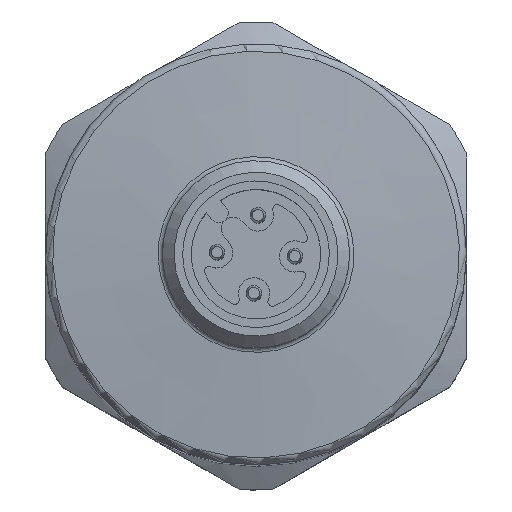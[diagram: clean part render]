
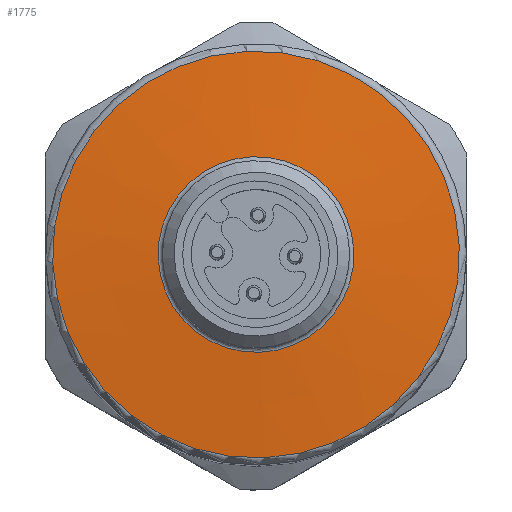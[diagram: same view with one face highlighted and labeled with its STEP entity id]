
A CAD part, top view. The second image highlights one B-rep face of the part: STEP entity #1775.
In plain terms, the highlighted conical face has half-angle 85 degrees and reference radius 6 mm.
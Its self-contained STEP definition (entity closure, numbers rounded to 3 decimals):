
#132=CONICAL_SURFACE('',#1944,6.,1.484);
#447=ORIENTED_EDGE('',*,*,#618,.T.);
#448=ORIENTED_EDGE('',*,*,#617,.T.);
#617=EDGE_CURVE('',#730,#730,#823,.T.);
#618=EDGE_CURVE('',#731,#731,#824,.T.);
#730=VERTEX_POINT('',#2742);
#731=VERTEX_POINT('',#2745);
#823=CIRCLE('',#1943,13.044);
#824=CIRCLE('',#1945,6.274);
#935=EDGE_LOOP('',(#447));
#936=EDGE_LOOP('',(#448));
#1062=FACE_BOUND('',#935,.T.);
#1063=FACE_BOUND('',#936,.T.);
#1775=ADVANCED_FACE('',(#1062,#1063),#132,.T.);
#1943=AXIS2_PLACEMENT_3D('',#2741,#2310,#2311);
#1944=AXIS2_PLACEMENT_3D('',#2743,#2312,#2313);
#1945=AXIS2_PLACEMENT_3D('',#2744,#2314,#2315);
#2310=DIRECTION('',(0.,0.,1.));
#2311=DIRECTION('',(-0.383,0.924,0.));
#2312=DIRECTION('',(0.,0.,-1.));
#2313=DIRECTION('',(0.383,-0.924,0.));
#2314=DIRECTION('',(0.,0.,-1.));
#2315=DIRECTION('',(0.383,-0.924,0.));
#2741=CARTESIAN_POINT('',(0.,0.,38.584));
#2742=CARTESIAN_POINT('',(-4.996,12.049,38.584));
#2743=CARTESIAN_POINT('',(0.,0.,39.2));
#2744=CARTESIAN_POINT('',(0.,0.,39.176));
#2745=CARTESIAN_POINT('',(2.403,-5.795,39.176));
